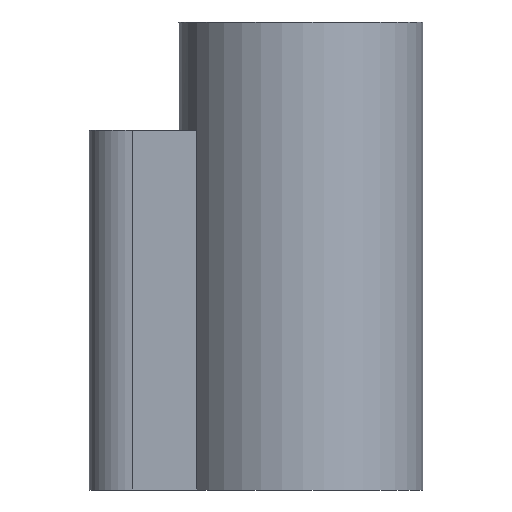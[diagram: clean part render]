
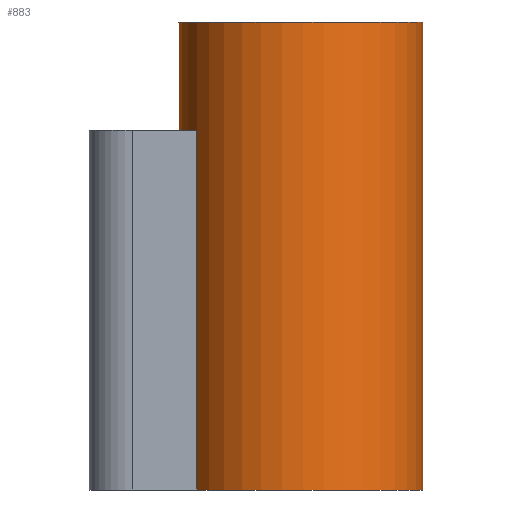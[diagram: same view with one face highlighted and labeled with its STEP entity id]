
A CAD part, front view. The second image highlights one B-rep face of the part: STEP entity #883.
In plain terms, the highlighted cylindrical face has radius 28.15 mm (diameter 56.3 mm), a full revolution.
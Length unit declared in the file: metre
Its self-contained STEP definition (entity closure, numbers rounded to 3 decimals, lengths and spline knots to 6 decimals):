
#12=CYLINDRICAL_SURFACE('',#959,0.02815);
#40=CIRCLE('',#960,0.02815);
#41=CIRCLE('',#961,0.02815);
#42=CIRCLE('',#962,0.02815);
#92=ORIENTED_EDGE('',*,*,#328,.T.);
#93=ORIENTED_EDGE('',*,*,#329,.F.);
#94=ORIENTED_EDGE('',*,*,#330,.T.);
#95=ORIENTED_EDGE('',*,*,#331,.T.);
#96=ORIENTED_EDGE('',*,*,#332,.F.);
#328=EDGE_CURVE('',#446,#447,#40,.T.);
#329=EDGE_CURVE('',#448,#447,#522,.T.);
#330=EDGE_CURVE('',#448,#449,#41,.T.);
#331=EDGE_CURVE('',#449,#446,#523,.T.);
#332=EDGE_CURVE('',#450,#450,#42,.T.);
#446=VERTEX_POINT('',#1392);
#447=VERTEX_POINT('',#1393);
#448=VERTEX_POINT('',#1395);
#449=VERTEX_POINT('',#1397);
#450=VERTEX_POINT('',#1400);
#522=LINE('',#1394,#604);
#523=LINE('',#1398,#605);
#604=VECTOR('',#1081,1.);
#605=VECTOR('',#1084,1.);
#677=EDGE_LOOP('',(#92,#93,#94,#95));
#678=EDGE_LOOP('',(#96));
#763=FACE_BOUND('',#677,.T.);
#764=FACE_BOUND('',#678,.T.);
#883=ADVANCED_FACE('',(#763,#764),#12,.T.);
#959=AXIS2_PLACEMENT_3D('',#1390,#1077,#1078);
#960=AXIS2_PLACEMENT_3D('',#1391,#1079,#1080);
#961=AXIS2_PLACEMENT_3D('',#1396,#1082,#1083);
#962=AXIS2_PLACEMENT_3D('',#1399,#1085,#1086);
#1077=DIRECTION('',(0.,0.,-1.));
#1078=DIRECTION('',(-1.,0.,0.));
#1079=DIRECTION('',(0.,0.,1.));
#1080=DIRECTION('',(1.,0.,0.));
#1081=DIRECTION('',(0.,0.,1.));
#1082=DIRECTION('',(0.,0.,1.));
#1083=DIRECTION('',(1.,0.,0.));
#1084=DIRECTION('',(0.,0.,1.));
#1085=DIRECTION('',(0.,0.,1.));
#1086=DIRECTION('',(1.,0.,0.));
#1390=CARTESIAN_POINT('',(0.,0.,0.036));
#1391=CARTESIAN_POINT('',(0.,0.,0.113));
#1392=CARTESIAN_POINT('',(-0.024049,0.014632,0.113));
#1393=CARTESIAN_POINT('',(-0.024049,-0.014632,0.113));
#1394=CARTESIAN_POINT('',(-0.024049,-0.014632,0.029998));
#1395=CARTESIAN_POINT('',(-0.024049,-0.014632,0.03));
#1396=CARTESIAN_POINT('',(0.,0.,0.03));
#1397=CARTESIAN_POINT('',(-0.024049,0.014632,0.03));
#1398=CARTESIAN_POINT('',(-0.024049,0.014632,0.029998));
#1399=CARTESIAN_POINT('',(0.,0.,0.138));
#1400=CARTESIAN_POINT('',(0.02815,0.,0.138));
